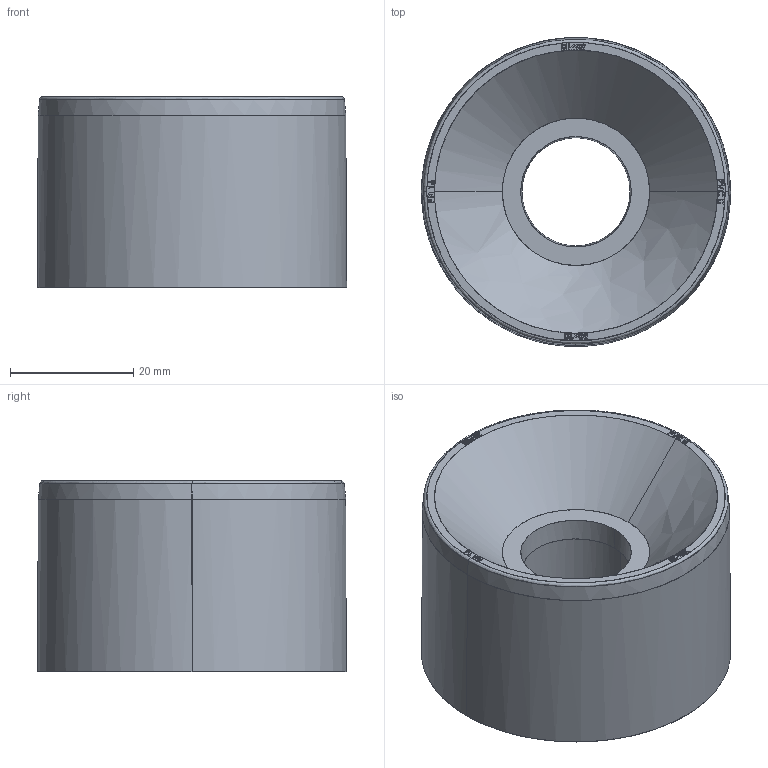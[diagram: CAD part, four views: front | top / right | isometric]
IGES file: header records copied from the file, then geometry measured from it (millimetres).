
Start section: SolidWorks IGES file using NURBS representation for surfaces
Global section: file name: 01 05 1080 013.IGS; native system: SolidWorks 2014; preprocessor: SolidWorks 2014; author: Fabio; date: 141114.135118; units: millimetre
Bounding box: 50.15 x 50.15 x 31.1 mm (x, y, z)
Surface area: 15261.7 mm2 (no closed solid volume)
Topology: 0 solids, 0 shells, 255 faces, 2582 edges, 2582 vertices
Faces by surface type: bspline 255
